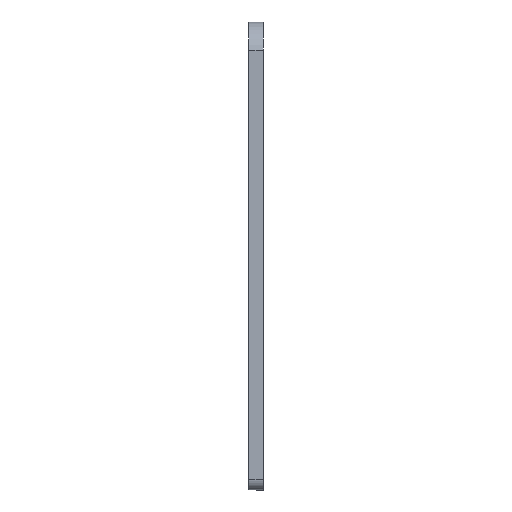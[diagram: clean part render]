
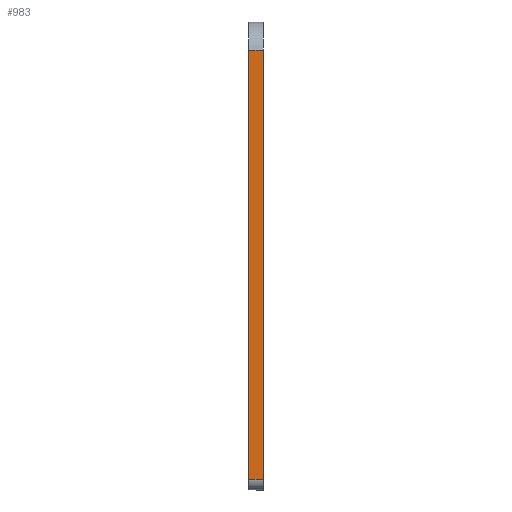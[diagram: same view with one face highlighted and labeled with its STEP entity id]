
A CAD part, front view. The second image highlights one B-rep face of the part: STEP entity #983.
In plain terms, the highlighted planar face has unit normal (0, -1, 0).
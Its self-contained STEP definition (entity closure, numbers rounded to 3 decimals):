
#963=AXIS2_PLACEMENT_3D('Plane Axis2P3D',#960,#961,#962) ;
#160=CARTESIAN_POINT('Vertex',(0.,0.,1.5)) ;
#163=CARTESIAN_POINT('Line Origine',(0.,0.,31.85)) ;
#167=CARTESIAN_POINT('Vertex',(0.,0.,62.2)) ;
#941=CARTESIAN_POINT('Line Origine',(1.,0.,1.5)) ;
#945=CARTESIAN_POINT('Vertex',(2.,0.,1.5)) ;
#960=CARTESIAN_POINT('Axis2P3D Location',(0.,0.,1.5)) ;
#965=CARTESIAN_POINT('Line Origine',(1.,0.,62.2)) ;
#969=CARTESIAN_POINT('Vertex',(2.,0.,62.2)) ;
#972=CARTESIAN_POINT('Line Origine',(2.,0.,31.85)) ;
#164=DIRECTION('Vector Direction',(0.,0.,1.)) ;
#942=DIRECTION('Vector Direction',(1.,0.,0.)) ;
#961=DIRECTION('Axis2P3D Direction',(0.,1.,-0.)) ;
#962=DIRECTION('Axis2P3D XDirection',(0.,0.,1.)) ;
#966=DIRECTION('Vector Direction',(1.,0.,0.)) ;
#973=DIRECTION('Vector Direction',(0.,0.,1.)) ;
#165=VECTOR('Line Direction',#164,1.) ;
#943=VECTOR('Line Direction',#942,1.) ;
#967=VECTOR('Line Direction',#966,1.) ;
#974=VECTOR('Line Direction',#973,1.) ;
#978=ORIENTED_EDGE('',*,*,#971,.F.) ;
#979=ORIENTED_EDGE('',*,*,#169,.T.) ;
#980=ORIENTED_EDGE('',*,*,#947,.T.) ;
#981=ORIENTED_EDGE('',*,*,#976,.F.) ;
#983=ADVANCED_FACE('K\X2\00F6\X0\rper.120',(#982),#964,.F.) ;
#169=EDGE_CURVE('',#168,#161,#166,.F.) ;
#947=EDGE_CURVE('',#161,#946,#944,.T.) ;
#971=EDGE_CURVE('',#168,#970,#968,.T.) ;
#976=EDGE_CURVE('',#970,#946,#975,.F.) ;
#977=EDGE_LOOP('',(#978,#979,#980,#981)) ;
#982=FACE_OUTER_BOUND('',#977,.T.) ;
#166=LINE('Line',#163,#165) ;
#944=LINE('Line',#941,#943) ;
#968=LINE('Line',#965,#967) ;
#975=LINE('Line',#972,#974) ;
#964=PLANE('',#963) ;
#161=VERTEX_POINT('',#160) ;
#168=VERTEX_POINT('',#167) ;
#946=VERTEX_POINT('',#945) ;
#970=VERTEX_POINT('',#969) ;
